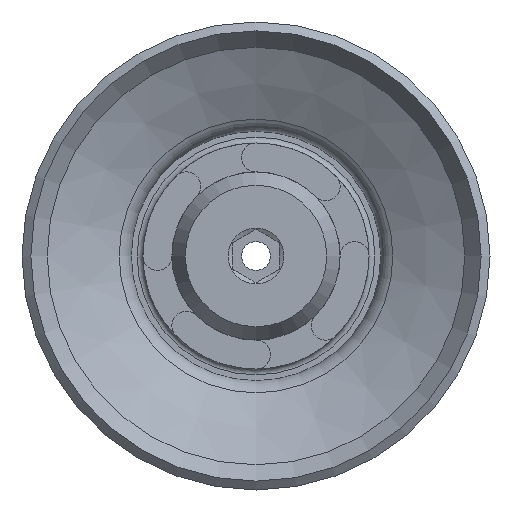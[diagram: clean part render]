
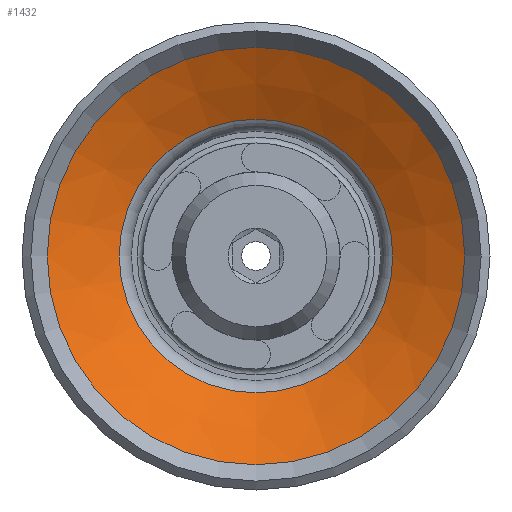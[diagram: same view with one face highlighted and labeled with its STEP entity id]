
A CAD part, front view. The second image highlights one B-rep face of the part: STEP entity #1432.
In plain terms, the highlighted conical face has half-angle 61.545 degrees and reference radius 11.797 mm.
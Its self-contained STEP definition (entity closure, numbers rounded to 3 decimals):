
#190=CIRCLE('',#1544,11.797);
#191=CIRCLE('',#1546,18.);
#308=ORIENTED_EDGE('',*,*,#546,.T.);
#309=ORIENTED_EDGE('',*,*,#545,.F.);
#545=EDGE_CURVE('',#660,#660,#190,.T.);
#546=EDGE_CURVE('',#661,#661,#191,.T.);
#660=VERTEX_POINT('',#2144);
#661=VERTEX_POINT('',#2147);
#743=EDGE_LOOP('',(#308));
#744=EDGE_LOOP('',(#309));
#845=FACE_BOUND('',#743,.T.);
#846=FACE_BOUND('',#744,.T.);
#924=CONICAL_SURFACE('',#1545,11.797,1.074);
#1432=ADVANCED_FACE('',(#845,#846),#924,.F.);
#1544=AXIS2_PLACEMENT_3D('',#2143,#1758,#1759);
#1545=AXIS2_PLACEMENT_3D('',#2145,#1760,#1761);
#1546=AXIS2_PLACEMENT_3D('',#2146,#1762,#1763);
#1758=DIRECTION('',(0.,-1.,0.));
#1759=DIRECTION('',(0.,0.,-1.));
#1760=DIRECTION('',(0.,-1.,0.));
#1761=DIRECTION('',(0.,0.,-1.));
#1762=DIRECTION('',(0.,-1.,0.));
#1763=DIRECTION('',(0.,0.,-1.));
#2143=CARTESIAN_POINT('',(0.,5.042,0.));
#2144=CARTESIAN_POINT('',(0.,5.042,-11.797));
#2145=CARTESIAN_POINT('',(0.,5.042,0.));
#2146=CARTESIAN_POINT('',(0.,1.68,0.));
#2147=CARTESIAN_POINT('',(0.,1.68,-18.));
